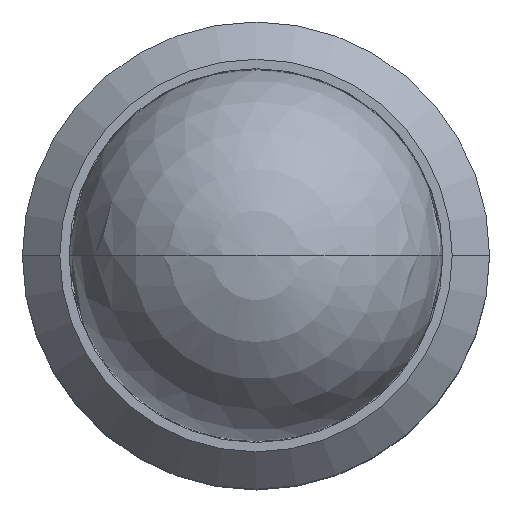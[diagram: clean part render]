
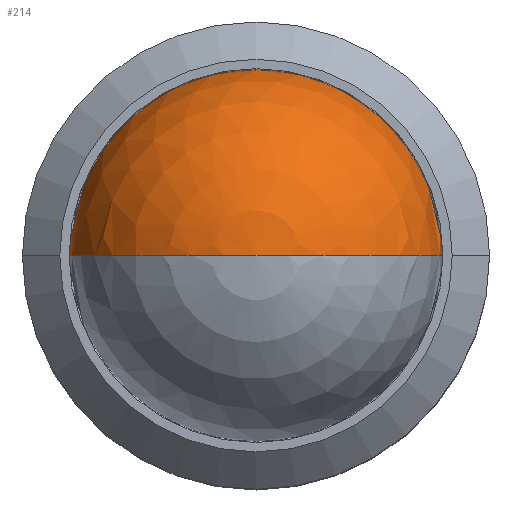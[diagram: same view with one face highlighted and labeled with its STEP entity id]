
A CAD part, top view. The second image highlights one B-rep face of the part: STEP entity #214.
In plain terms, the highlighted spherical face has radius 2 mm.
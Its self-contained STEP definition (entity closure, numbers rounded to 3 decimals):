
#214=ADVANCED_FACE('',(#525),#526,.T.);
#236=EDGE_CURVE('',#298,#460,#552,.T.);
#290=EDGE_CURVE('',#460,#298,#611,.T.);
#298=VERTEX_POINT('',#620);
#460=VERTEX_POINT('',#802);
#525=FACE_OUTER_BOUND('',#872,.T.);
#526=SPHERICAL_SURFACE('',#873,2.0);
#552=CIRCLE('',#908,2.0);
#611=CIRCLE('',#987,2.0);
#620=CARTESIAN_POINT('',(0.0,0.,2.6));
#802=CARTESIAN_POINT('',(0.,0.,6.6));
#872=EDGE_LOOP('',(#1295,#1296));
#873=AXIS2_PLACEMENT_3D('',#1297,#1298,#1299);
#908=AXIS2_PLACEMENT_3D('',#1346,#1347,#1348);
#987=AXIS2_PLACEMENT_3D('',#1421,#1422,#1423);
#1295=ORIENTED_EDGE('',*,*,#290,.T.);
#1296=ORIENTED_EDGE('',*,*,#236,.T.);
#1297=CARTESIAN_POINT('',(0.,0.,4.6));
#1298=DIRECTION('',(0.,0.,1.0));
#1299=DIRECTION('',(-1.0,0.,0.0));
#1346=CARTESIAN_POINT('',(0.,0.,4.6));
#1347=DIRECTION('',(0.,1.0,0.));
#1348=DIRECTION('',(0.0,0.,-1.0));
#1421=CARTESIAN_POINT('',(0.,0.,4.6));
#1422=DIRECTION('',(0.,1.0,0.));
#1423=DIRECTION('',(0.0,0.,-1.0));
